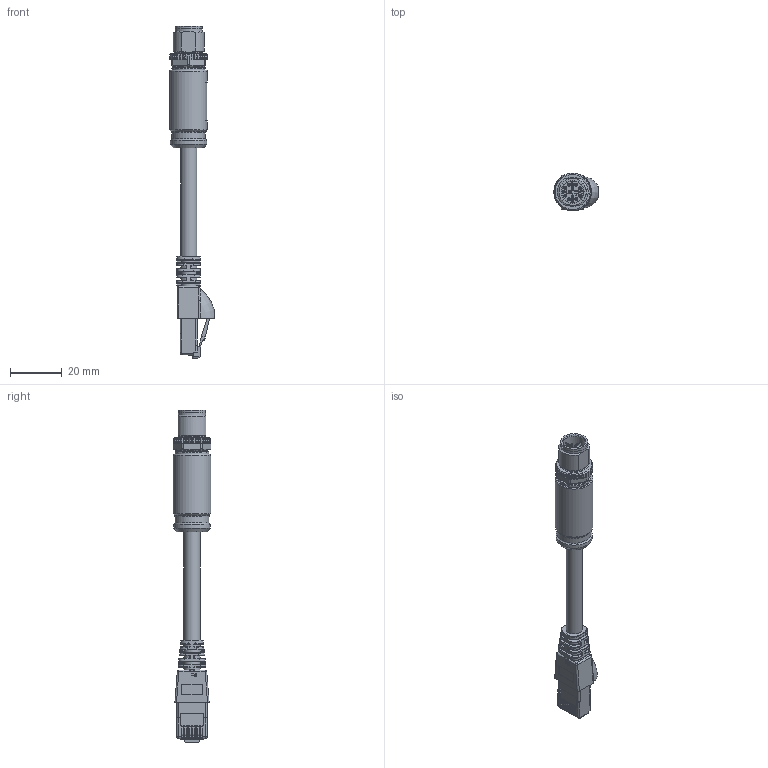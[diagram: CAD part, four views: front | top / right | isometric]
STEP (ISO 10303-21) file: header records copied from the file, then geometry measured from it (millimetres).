
FILE_DESCRIPTION(/* description */ (''),/* implementation_level */ '2;1');
FILE_NAME(/* name */ '79-9723-XXX-08-001_01.stp',/* time_stamp */ '2014-02-19T08:28:25+01:00',/* author */ (''),/* organization */ (''),/* preprocessor_version */ 'ST-DEVELOPER v14',/* originating_system */ 'SIEMENS PLM Software NX 8.0',/* authorisation */ '');
FILE_SCHEMA (('AP203_CONFIGURATION_CONTROLLED_3D_DESIGN_OF_MECHANICAL_PARTS_AND_ASSEMBLIES_MIM_LF { 1 0 10303 403 2 1 2}'));
Length unit declared in the file: millimetre
Products named in the file (1): umae0A74F93F8eqc
Bounding box: 17.1 x 14.5 x 128 mm (x, y, z)
Volume: 11084.4 mm3; surface area: 6117.3 mm2
Topology: 1 solids, 1 shells, 1107 faces, 2957 edges, 1860 vertices
Faces by surface type: plane 479, cylinder 405, bspline 104, torus 68, cone 35, sphere 16
Full cylindrical faces by diameter (mm): 0.6 x8, 6.2 x1, 8.4 x1, 9.4 x1, 10.4 x1, 10.5 x1, 10.65 x1, 13 x2, 14 x1, 14.5 x1
Entity records: 40966 total; most frequent: CARTESIAN_POINT 12848, ORIENTED_EDGE 5756, DIRECTION 5147, EDGE_CURVE 2878, VERTEX_POINT 1841, AXIS2_PLACEMENT_3D 1791, LINE 1565, VECTOR 1565
